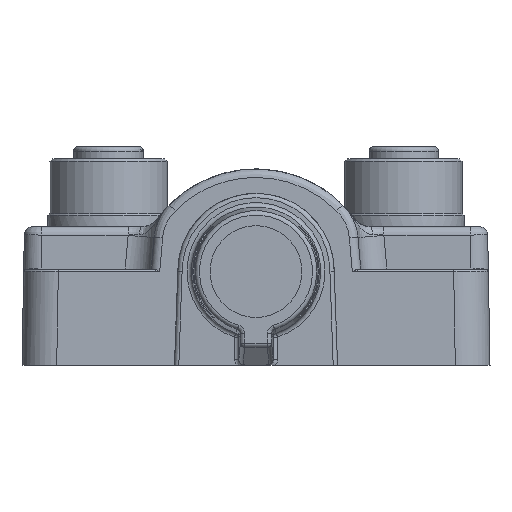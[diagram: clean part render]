
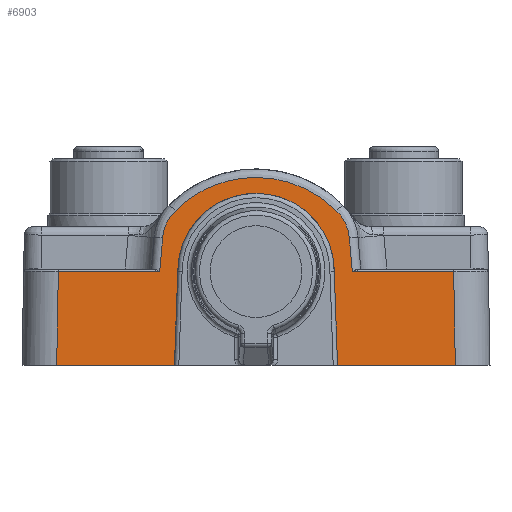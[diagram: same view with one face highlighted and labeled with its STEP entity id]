
A CAD part, left-side view. The second image highlights one B-rep face of the part: STEP entity #6903.
In plain terms, the highlighted planar face has unit normal (-1, 0, 0.018).
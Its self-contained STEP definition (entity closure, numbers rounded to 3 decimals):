
#1330=FACE_OUTER_BOUND('',#9658,.T.);
#2860=ELLIPSE('',#26640,9.024,9.023);
#3005=LINE('',#37065,#4579);
#3012=LINE('',#37093,#4586);
#3025=LINE('',#37179,#4599);
#3026=LINE('',#37183,#4600);
#3027=LINE('',#37184,#4601);
#3028=LINE('',#37186,#4602);
#3029=LINE('',#37188,#4603);
#3030=LINE('',#37215,#4604);
#3031=LINE('',#37217,#4605);
#3032=LINE('',#37219,#4606);
#4579=VECTOR('',#29536,1.);
#4586=VECTOR('',#29557,1.);
#4599=VECTOR('',#29606,1.);
#4600=VECTOR('',#29609,1.);
#4601=VECTOR('',#29610,1.);
#4602=VECTOR('',#29611,1.);
#4603=VECTOR('',#29612,1.);
#4604=VECTOR('',#29613,1.);
#4605=VECTOR('',#29614,1.);
#4606=VECTOR('',#29615,1.);
#6158=B_SPLINE_CURVE_WITH_KNOTS('',3,(#37190,#37191,#37192,#37193,#37194),
 .UNSPECIFIED.,.F.,.F.,(4,1,4),(0.,0.5,1.),.UNSPECIFIED.);
#6159=B_SPLINE_CURVE_WITH_KNOTS('',3,(#37196,#37197,#37198,#37199,#37200,
#37201,#37202,#37203,#37204,#37205,#37206,#37207),.UNSPECIFIED.,.F.,.F.,
(4,2,2,2,2,4),(0.,0.166,0.276,0.511,
0.756,1.),.UNSPECIFIED.);
#6160=B_SPLINE_CURVE_WITH_KNOTS('',3,(#37209,#37210,#37211,#37212,#37213),
 .UNSPECIFIED.,.F.,.F.,(4,1,4),(0.,0.5,1.),.UNSPECIFIED.);
#6903=ADVANCED_FACE('2208-0-10',(#1330),#8572,.T.);
#8572=PLANE('',#26641);
#9658=EDGE_LOOP('',(#11940,#11941,#11942,#11943,#11944,#11945,#11946,#11947,
#11948,#11949,#11950,#11951,#11952,#11953));
#11940=ORIENTED_EDGE('',*,*,#21800,.F.);
#11941=ORIENTED_EDGE('',*,*,#21844,.T.);
#11942=ORIENTED_EDGE('',*,*,#21845,.T.);
#11943=ORIENTED_EDGE('',*,*,#21846,.T.);
#11944=ORIENTED_EDGE('',*,*,#21814,.F.);
#11945=ORIENTED_EDGE('',*,*,#21847,.T.);
#11946=ORIENTED_EDGE('',*,*,#21848,.T.);
#11947=ORIENTED_EDGE('',*,*,#21849,.T.);
#11948=ORIENTED_EDGE('',*,*,#21850,.T.);
#11949=ORIENTED_EDGE('',*,*,#21851,.T.);
#11950=ORIENTED_EDGE('',*,*,#21852,.T.);
#11951=ORIENTED_EDGE('',*,*,#21853,.T.);
#11952=ORIENTED_EDGE('',*,*,#21854,.T.);
#11953=ORIENTED_EDGE('',*,*,#21855,.T.);
#19397=VERTEX_POINT('',#37063);
#19399=VERTEX_POINT('',#37066);
#19412=VERTEX_POINT('',#37092);
#19413=VERTEX_POINT('',#37094);
#19442=VERTEX_POINT('',#37180);
#19443=VERTEX_POINT('',#37182);
#19444=VERTEX_POINT('',#37185);
#19445=VERTEX_POINT('',#37187);
#19446=VERTEX_POINT('',#37189);
#19447=VERTEX_POINT('',#37195);
#19448=VERTEX_POINT('',#37208);
#19449=VERTEX_POINT('',#37214);
#19450=VERTEX_POINT('',#37216);
#19451=VERTEX_POINT('',#37218);
#21800=EDGE_CURVE('',#19397,#19399,#3005,.T.);
#21814=EDGE_CURVE('',#19412,#19413,#3012,.T.);
#21844=EDGE_CURVE('',#19397,#19442,#3025,.T.);
#21845=EDGE_CURVE('',#19442,#19443,#2860,.T.);
#21846=EDGE_CURVE('',#19443,#19413,#3026,.T.);
#21847=EDGE_CURVE('',#19412,#19444,#3027,.T.);
#21848=EDGE_CURVE('',#19444,#19445,#3028,.T.);
#21849=EDGE_CURVE('',#19445,#19446,#3029,.T.);
#21850=EDGE_CURVE('',#19446,#19447,#6158,.T.);
#21851=EDGE_CURVE('',#19447,#19448,#6159,.T.);
#21852=EDGE_CURVE('',#19448,#19449,#6160,.T.);
#21853=EDGE_CURVE('',#19449,#19450,#3030,.T.);
#21854=EDGE_CURVE('',#19450,#19451,#3031,.T.);
#21855=EDGE_CURVE('',#19451,#19399,#3032,.T.);
#26640=AXIS2_PLACEMENT_3D('',#37181,#29607,#29608);
#26641=AXIS2_PLACEMENT_3D('',#37220,#29616,#29617);
#29536=DIRECTION('',(0.,1.,0.));
#29557=DIRECTION('',(0.,1.,0.));
#29606=DIRECTION('',(0.017,-0.035,0.999));
#29607=DIRECTION('',(1.,0.,-0.017));
#29608=DIRECTION('',(-0.017,0.,-1.));
#29609=DIRECTION('',(-0.017,-0.035,-0.999));
#29610=DIRECTION('',(0.017,0.017,1.));
#29611=DIRECTION('',(0.,1.,0.));
#29612=DIRECTION('',(0.017,0.087,0.996));
#29613=DIRECTION('',(-0.017,0.087,-0.996));
#29614=DIRECTION('',(0.,1.,0.));
#29615=DIRECTION('',(-0.017,0.017,-1.));
#29616=DIRECTION('',(-1.,0.,0.017));
#29617=DIRECTION('',(0.,-1.,0.));
#37063=CARTESIAN_POINT('',(-66.747,52.4,-16.));
#37065=CARTESIAN_POINT('',(-66.747,49.9,-16.));
#37066=CARTESIAN_POINT('',(-66.747,65.98,-16.));
#37092=CARTESIAN_POINT('',(-66.747,20.02,-16.));
#37093=CARTESIAN_POINT('',(-66.747,20.02,-16.));
#37094=CARTESIAN_POINT('',(-66.747,33.6,-16.));
#37179=CARTESIAN_POINT('',(-66.319,51.544,8.525));
#37180=CARTESIAN_POINT('',(-66.558,52.023,-5.2));
#37181=CARTESIAN_POINT('',(-66.558,43.,-5.2));
#37182=CARTESIAN_POINT('',(-66.558,33.977,-5.2));
#37183=CARTESIAN_POINT('',(-66.352,34.39,6.614));
#37184=CARTESIAN_POINT('',(-66.747,20.02,-16.));
#37185=CARTESIAN_POINT('',(-66.558,20.209,-5.197));
#37186=CARTESIAN_POINT('',(-66.558,20.209,-5.197));
#37187=CARTESIAN_POINT('',(-66.558,31.898,-5.197));
#37188=CARTESIAN_POINT('',(-66.558,31.898,-5.197));
#37189=CARTESIAN_POINT('',(-66.491,32.238,-1.307));
#37190=CARTESIAN_POINT('',(-66.491,32.238,-1.307));
#37191=CARTESIAN_POINT('',(-66.48,32.289,-0.729));
#37192=CARTESIAN_POINT('',(-66.461,32.593,0.41));
#37193=CARTESIAN_POINT('',(-66.444,33.269,1.377));
#37194=CARTESIAN_POINT('',(-66.437,33.679,1.788));
#37195=CARTESIAN_POINT('',(-66.437,33.679,1.788));
#37196=CARTESIAN_POINT('',(-66.437,33.679,1.788));
#37197=CARTESIAN_POINT('',(-66.422,34.486,2.597));
#37198=CARTESIAN_POINT('',(-66.41,35.4,3.301));
#37199=CARTESIAN_POINT('',(-66.393,37.047,4.257));
#37200=CARTESIAN_POINT('',(-66.388,37.739,4.583));
#37201=CARTESIAN_POINT('',(-66.373,39.979,5.407));
#37202=CARTESIAN_POINT('',(-66.369,41.61,5.682));
#37203=CARTESIAN_POINT('',(-66.37,44.921,5.623));
#37204=CARTESIAN_POINT('',(-66.376,46.601,5.265));
#37205=CARTESIAN_POINT('',(-66.399,49.706,3.945));
#37206=CARTESIAN_POINT('',(-66.416,51.13,2.982));
#37207=CARTESIAN_POINT('',(-66.437,52.321,1.788));
#37208=CARTESIAN_POINT('',(-66.437,52.321,1.788));
#37209=CARTESIAN_POINT('',(-66.437,52.321,1.788));
#37210=CARTESIAN_POINT('',(-66.444,52.731,1.377));
#37211=CARTESIAN_POINT('',(-66.461,53.407,0.41));
#37212=CARTESIAN_POINT('',(-66.48,53.711,-0.729));
#37213=CARTESIAN_POINT('',(-66.491,53.762,-1.307));
#37214=CARTESIAN_POINT('',(-66.491,53.762,-1.307));
#37215=CARTESIAN_POINT('',(-66.491,53.762,-1.307));
#37216=CARTESIAN_POINT('',(-66.558,54.102,-5.197));
#37217=CARTESIAN_POINT('',(-66.558,54.102,-5.197));
#37218=CARTESIAN_POINT('',(-66.558,65.791,-5.197));
#37219=CARTESIAN_POINT('',(-66.558,65.791,-5.197));
#37220=CARTESIAN_POINT('',(-66.341,15.605,7.27));
